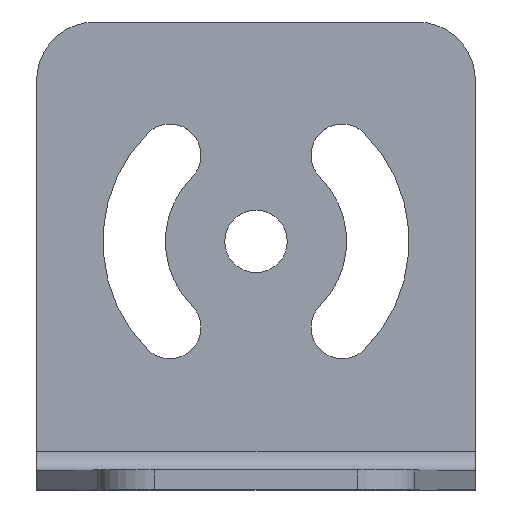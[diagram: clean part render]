
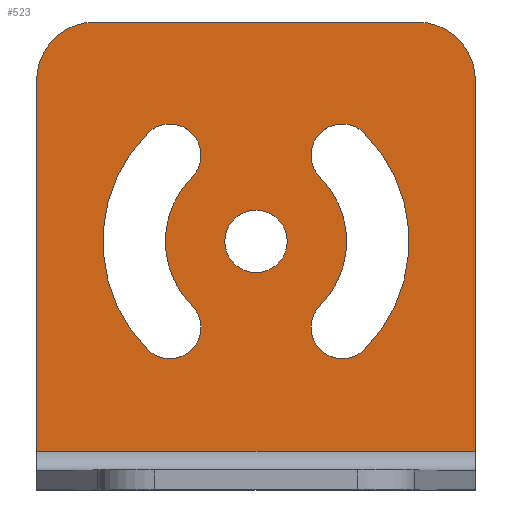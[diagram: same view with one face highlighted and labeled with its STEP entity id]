
A CAD part, top view. The second image highlights one B-rep face of the part: STEP entity #523.
In plain terms, the highlighted planar face has unit normal (0, 0, 1).
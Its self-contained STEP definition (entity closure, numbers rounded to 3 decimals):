
#53=CIRCLE('',#584,3.2);
#54=CIRCLE('',#585,3.2);
#55=CIRCLE('',#586,15.7);
#56=CIRCLE('',#587,3.2);
#57=CIRCLE('',#588,9.3);
#58=CIRCLE('',#589,3.2);
#59=CIRCLE('',#590,15.7);
#60=CIRCLE('',#591,3.2);
#61=CIRCLE('',#592,9.3);
#62=CIRCLE('',#593,6.);
#63=CIRCLE('',#594,6.);
#117=ORIENTED_EDGE('',*,*,#258,.T.);
#118=ORIENTED_EDGE('',*,*,#259,.T.);
#119=ORIENTED_EDGE('',*,*,#260,.T.);
#120=ORIENTED_EDGE('',*,*,#261,.T.);
#121=ORIENTED_EDGE('',*,*,#262,.T.);
#122=ORIENTED_EDGE('',*,*,#263,.T.);
#123=ORIENTED_EDGE('',*,*,#264,.T.);
#124=ORIENTED_EDGE('',*,*,#265,.T.);
#125=ORIENTED_EDGE('',*,*,#266,.T.);
#126=ORIENTED_EDGE('',*,*,#267,.T.);
#127=ORIENTED_EDGE('',*,*,#268,.T.);
#128=ORIENTED_EDGE('',*,*,#240,.T.);
#129=ORIENTED_EDGE('',*,*,#269,.T.);
#130=ORIENTED_EDGE('',*,*,#270,.T.);
#131=ORIENTED_EDGE('',*,*,#271,.F.);
#240=EDGE_CURVE('',#308,#309,#356,.T.);
#258=EDGE_CURVE('',#325,#325,#53,.T.);
#259=EDGE_CURVE('',#326,#327,#54,.T.);
#260=EDGE_CURVE('',#327,#328,#55,.T.);
#261=EDGE_CURVE('',#328,#329,#56,.T.);
#262=EDGE_CURVE('',#329,#326,#57,.T.);
#263=EDGE_CURVE('',#330,#331,#58,.T.);
#264=EDGE_CURVE('',#331,#332,#59,.T.);
#265=EDGE_CURVE('',#332,#333,#60,.T.);
#266=EDGE_CURVE('',#333,#330,#61,.T.);
#267=EDGE_CURVE('',#334,#335,#363,.T.);
#268=EDGE_CURVE('',#335,#308,#62,.T.);
#269=EDGE_CURVE('',#309,#336,#63,.T.);
#270=EDGE_CURVE('',#336,#337,#364,.T.);
#271=EDGE_CURVE('',#334,#337,#365,.T.);
#308=VERTEX_POINT('',#839);
#309=VERTEX_POINT('',#840);
#325=VERTEX_POINT('',#876);
#326=VERTEX_POINT('',#878);
#327=VERTEX_POINT('',#879);
#328=VERTEX_POINT('',#881);
#329=VERTEX_POINT('',#883);
#330=VERTEX_POINT('',#886);
#331=VERTEX_POINT('',#887);
#332=VERTEX_POINT('',#889);
#333=VERTEX_POINT('',#891);
#334=VERTEX_POINT('',#894);
#335=VERTEX_POINT('',#895);
#336=VERTEX_POINT('',#898);
#337=VERTEX_POINT('',#900);
#356=LINE('',#838,#398);
#363=LINE('',#893,#405);
#364=LINE('',#899,#406);
#365=LINE('',#901,#407);
#398=VECTOR('',#665,1000.);
#405=VECTOR('',#716,1000.);
#406=VECTOR('',#721,1000.);
#407=VECTOR('',#722,1000.);
#434=EDGE_LOOP('',(#117));
#435=EDGE_LOOP('',(#118,#119,#120,#121));
#436=EDGE_LOOP('',(#122,#123,#124,#125));
#437=EDGE_LOOP('',(#126,#127,#128,#129,#130,#131));
#474=FACE_BOUND('',#434,.T.);
#475=FACE_BOUND('',#435,.T.);
#476=FACE_BOUND('',#436,.T.);
#477=FACE_BOUND('',#437,.T.);
#509=PLANE('',#583);
#523=ADVANCED_FACE('',(#474,#475,#476,#477),#509,.T.);
#583=AXIS2_PLACEMENT_3D('',#874,#696,#697);
#584=AXIS2_PLACEMENT_3D('',#875,#698,#699);
#585=AXIS2_PLACEMENT_3D('',#877,#700,#701);
#586=AXIS2_PLACEMENT_3D('',#880,#702,#703);
#587=AXIS2_PLACEMENT_3D('',#882,#704,#705);
#588=AXIS2_PLACEMENT_3D('',#884,#706,#707);
#589=AXIS2_PLACEMENT_3D('',#885,#708,#709);
#590=AXIS2_PLACEMENT_3D('',#888,#710,#711);
#591=AXIS2_PLACEMENT_3D('',#890,#712,#713);
#592=AXIS2_PLACEMENT_3D('',#892,#714,#715);
#593=AXIS2_PLACEMENT_3D('',#896,#717,#718);
#594=AXIS2_PLACEMENT_3D('',#897,#719,#720);
#665=DIRECTION('',(-1.,0.,0.));
#696=DIRECTION('',(0.,0.,1.));
#697=DIRECTION('',(1.,0.,0.));
#698=DIRECTION('',(0.,0.,-1.));
#699=DIRECTION('',(-1.,0.,0.));
#700=DIRECTION('',(0.,0.,-1.));
#701=DIRECTION('',(-1.,0.,0.));
#702=DIRECTION('',(0.,0.,-1.));
#703=DIRECTION('',(1.,0.,0.));
#704=DIRECTION('',(0.,0.,-1.));
#705=DIRECTION('',(-1.,0.,0.));
#706=DIRECTION('',(0.,0.,1.));
#707=DIRECTION('',(1.,0.,0.));
#708=DIRECTION('',(0.,0.,-1.));
#709=DIRECTION('',(1.,0.,0.));
#710=DIRECTION('',(0.,0.,-1.));
#711=DIRECTION('',(-1.,0.,0.));
#712=DIRECTION('',(0.,0.,-1.));
#713=DIRECTION('',(1.,0.,0.));
#714=DIRECTION('',(0.,0.,1.));
#715=DIRECTION('',(-1.,0.,0.));
#716=DIRECTION('',(0.,1.,0.));
#717=DIRECTION('',(0.,0.,1.));
#718=DIRECTION('',(1.,0.,0.));
#719=DIRECTION('',(0.,0.,1.));
#720=DIRECTION('',(1.,0.,0.));
#721=DIRECTION('',(0.,-1.,0.));
#722=DIRECTION('',(-1.,0.,0.));
#838=CARTESIAN_POINT('',(22.5,48.,2.));
#839=CARTESIAN_POINT('',(16.5,48.,2.));
#840=CARTESIAN_POINT('',(-16.5,48.,2.));
#874=CARTESIAN_POINT('',(0.,0.,2.));
#875=CARTESIAN_POINT('',(0.,25.5,2.));
#876=CARTESIAN_POINT('',(-3.2,25.5,2.));
#877=CARTESIAN_POINT('',(-8.839,16.661,2.));
#878=CARTESIAN_POINT('',(-6.576,18.924,2.));
#879=CARTESIAN_POINT('',(-11.102,14.398,2.));
#880=CARTESIAN_POINT('',(0.,25.5,2.));
#881=CARTESIAN_POINT('',(-11.102,36.602,2.));
#882=CARTESIAN_POINT('',(-8.839,34.339,2.));
#883=CARTESIAN_POINT('',(-6.576,32.076,2.));
#884=CARTESIAN_POINT('',(0.,25.5,2.));
#885=CARTESIAN_POINT('',(8.839,34.339,2.));
#886=CARTESIAN_POINT('',(6.576,32.076,2.));
#887=CARTESIAN_POINT('',(11.102,36.602,2.));
#888=CARTESIAN_POINT('',(0.,25.5,2.));
#889=CARTESIAN_POINT('',(11.102,14.398,2.));
#890=CARTESIAN_POINT('',(8.839,16.661,2.));
#891=CARTESIAN_POINT('',(6.576,18.924,2.));
#892=CARTESIAN_POINT('',(0.,25.5,2.));
#893=CARTESIAN_POINT('',(22.5,0.,2.));
#894=CARTESIAN_POINT('',(22.5,4.,2.));
#895=CARTESIAN_POINT('',(22.5,42.,2.));
#896=CARTESIAN_POINT('',(16.5,42.,2.));
#897=CARTESIAN_POINT('',(-16.5,42.,2.));
#898=CARTESIAN_POINT('',(-22.5,42.,2.));
#899=CARTESIAN_POINT('',(-22.5,48.,2.));
#900=CARTESIAN_POINT('',(-22.5,4.,2.));
#901=CARTESIAN_POINT('',(22.5,4.,2.));
